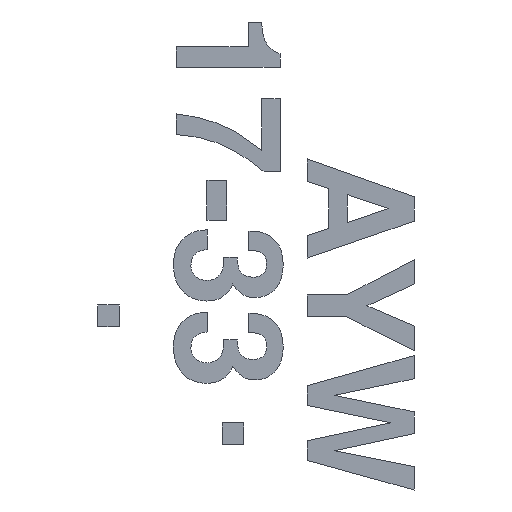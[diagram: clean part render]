
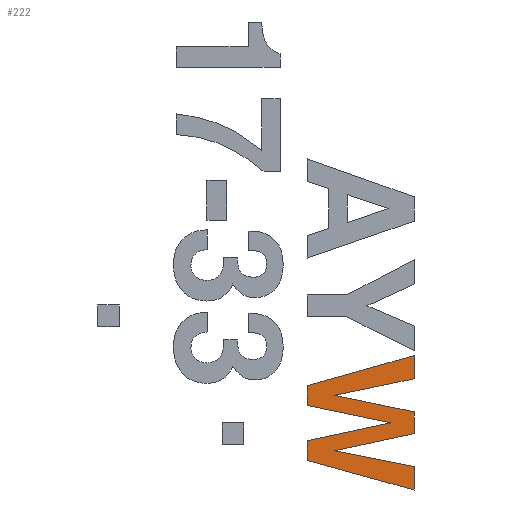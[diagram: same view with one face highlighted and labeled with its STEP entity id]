
A CAD part, top view. The second image highlights one B-rep face of the part: STEP entity #222.
In plain terms, the highlighted planar face has unit normal (0, 0, 1).
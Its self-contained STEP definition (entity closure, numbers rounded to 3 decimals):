
#222 = ADVANCED_FACE('',(#223),#329,.F.);
#223 = FACE_BOUND('',#224,.F.);
#224 = EDGE_LOOP('',(#225,#235,#243,#251,#259,#267,#275,#283,#291,#299,
    #307,#315,#323));
#225 = ORIENTED_EDGE('',*,*,#226,.F.);
#226 = EDGE_CURVE('',#227,#229,#231,.T.);
#227 = VERTEX_POINT('',#228);
#228 = CARTESIAN_POINT('',(2.313,0.,0.));
#229 = VERTEX_POINT('',#230);
#230 = CARTESIAN_POINT('',(2.538,0.815,0.));
#231 = LINE('',#232,#233);
#232 = CARTESIAN_POINT('',(2.313,0.,0.));
#233 = VECTOR('',#234,1.);
#234 = DIRECTION('',(0.267,0.964,0.));
#235 = ORIENTED_EDGE('',*,*,#236,.F.);
#236 = EDGE_CURVE('',#237,#227,#239,.T.);
#237 = VERTEX_POINT('',#238);
#238 = CARTESIAN_POINT('',(2.162,0.,0.));
#239 = LINE('',#240,#241);
#240 = CARTESIAN_POINT('',(2.162,0.,0.));
#241 = VECTOR('',#242,1.);
#242 = DIRECTION('',(1.,0.,0.));
#243 = ORIENTED_EDGE('',*,*,#244,.F.);
#244 = EDGE_CURVE('',#245,#237,#247,.T.);
#245 = VERTEX_POINT('',#246);
#246 = CARTESIAN_POINT('',(2.025,0.636,0.));
#247 = LINE('',#248,#249);
#248 = CARTESIAN_POINT('',(2.025,0.636,0.));
#249 = VECTOR('',#250,1.);
#250 = DIRECTION('',(0.21,-0.978,0.));
#251 = ORIENTED_EDGE('',*,*,#252,.F.);
#252 = EDGE_CURVE('',#253,#245,#255,.T.);
#253 = VERTEX_POINT('',#254);
#254 = CARTESIAN_POINT('',(1.893,0.,0.));
#255 = LINE('',#256,#257);
#256 = CARTESIAN_POINT('',(1.893,0.,0.));
#257 = VECTOR('',#258,1.);
#258 = DIRECTION('',(0.204,0.979,0.));
#259 = ORIENTED_EDGE('',*,*,#260,.F.);
#260 = EDGE_CURVE('',#261,#253,#263,.T.);
#261 = VERTEX_POINT('',#262);
#262 = CARTESIAN_POINT('',(1.742,0.,0.));
#263 = LINE('',#264,#265);
#264 = CARTESIAN_POINT('',(1.742,0.,0.));
#265 = VECTOR('',#266,1.);
#266 = DIRECTION('',(1.,0.,0.));
#267 = ORIENTED_EDGE('',*,*,#268,.F.);
#268 = EDGE_CURVE('',#269,#261,#271,.T.);
#269 = VERTEX_POINT('',#270);
#270 = CARTESIAN_POINT('',(1.512,0.815,0.));
#271 = LINE('',#272,#273);
#272 = CARTESIAN_POINT('',(1.512,0.815,0.));
#273 = VECTOR('',#274,1.);
#274 = DIRECTION('',(0.272,-0.962,0.));
#275 = ORIENTED_EDGE('',*,*,#276,.F.);
#276 = EDGE_CURVE('',#277,#269,#279,.T.);
#277 = VERTEX_POINT('',#278);
#278 = CARTESIAN_POINT('',(1.689,0.815,0.));
#279 = LINE('',#280,#281);
#280 = CARTESIAN_POINT('',(1.689,0.815,0.));
#281 = VECTOR('',#282,1.);
#282 = DIRECTION('',(-1.,0.,0.));
#283 = ORIENTED_EDGE('',*,*,#284,.F.);
#284 = EDGE_CURVE('',#285,#277,#287,.T.);
#285 = VERTEX_POINT('',#286);
#286 = CARTESIAN_POINT('',(1.816,0.204,0.));
#287 = LINE('',#288,#289);
#288 = CARTESIAN_POINT('',(1.816,0.204,0.));
#289 = VECTOR('',#290,1.);
#290 = DIRECTION('',(-0.203,0.979,0.));
#291 = ORIENTED_EDGE('',*,*,#292,.F.);
#292 = EDGE_CURVE('',#293,#285,#295,.T.);
#293 = VERTEX_POINT('',#294);
#294 = CARTESIAN_POINT('',(1.942,0.815,0.));
#295 = LINE('',#296,#297);
#296 = CARTESIAN_POINT('',(1.942,0.815,0.));
#297 = VECTOR('',#298,1.);
#298 = DIRECTION('',(-0.203,-0.979,0.));
#299 = ORIENTED_EDGE('',*,*,#300,.F.);
#300 = EDGE_CURVE('',#301,#293,#303,.T.);
#301 = VERTEX_POINT('',#302);
#302 = CARTESIAN_POINT('',(2.107,0.815,0.));
#303 = LINE('',#304,#305);
#304 = CARTESIAN_POINT('',(2.107,0.815,0.));
#305 = VECTOR('',#306,1.);
#306 = DIRECTION('',(-1.,0.,0.));
#307 = ORIENTED_EDGE('',*,*,#308,.F.);
#308 = EDGE_CURVE('',#309,#301,#311,.T.);
#309 = VERTEX_POINT('',#310);
#310 = CARTESIAN_POINT('',(2.239,0.203,0.));
#311 = LINE('',#312,#313);
#312 = CARTESIAN_POINT('',(2.239,0.203,0.));
#313 = VECTOR('',#314,1.);
#314 = DIRECTION('',(-0.211,0.977,0.));
#315 = ORIENTED_EDGE('',*,*,#316,.F.);
#316 = EDGE_CURVE('',#317,#309,#319,.T.);
#317 = VERTEX_POINT('',#318);
#318 = CARTESIAN_POINT('',(2.361,0.815,0.));
#319 = LINE('',#320,#321);
#320 = CARTESIAN_POINT('',(2.361,0.815,0.));
#321 = VECTOR('',#322,1.);
#322 = DIRECTION('',(-0.195,-0.981,0.));
#323 = ORIENTED_EDGE('',*,*,#324,.F.);
#324 = EDGE_CURVE('',#229,#317,#325,.T.);
#325 = LINE('',#326,#327);
#326 = CARTESIAN_POINT('',(2.538,0.815,0.));
#327 = VECTOR('',#328,1.);
#328 = DIRECTION('',(-1.,0.,0.));
#329 = PLANE('',#330);
#330 = AXIS2_PLACEMENT_3D('',#331,#332,#333);
#331 = CARTESIAN_POINT('',(2.026,0.443,0.));
#332 = DIRECTION('',(-0.,-0.,-1.));
#333 = DIRECTION('',(-1.,0.,0.));
